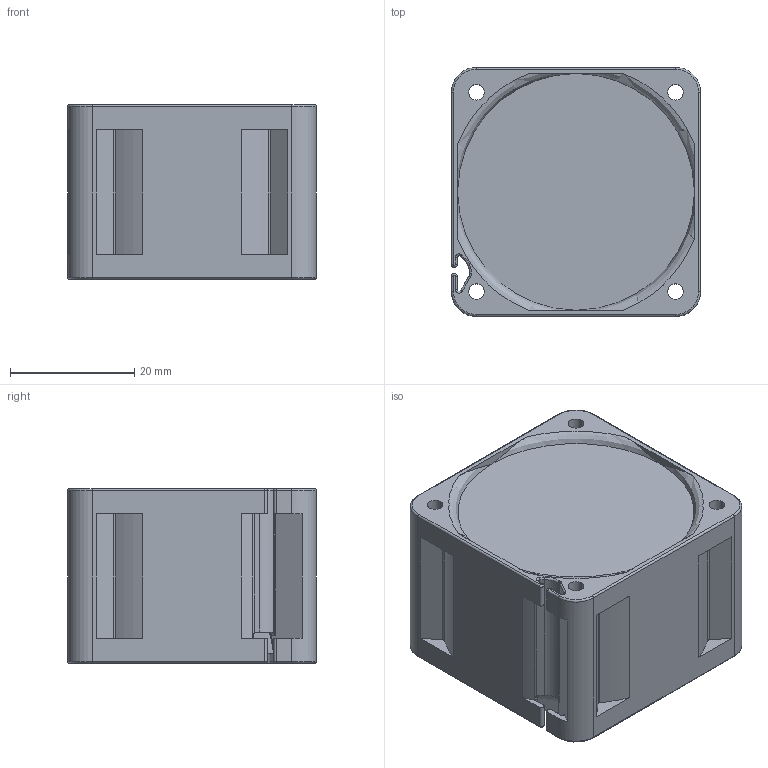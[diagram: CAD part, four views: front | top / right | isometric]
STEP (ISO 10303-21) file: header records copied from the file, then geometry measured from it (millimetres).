
FILE_DESCRIPTION((''),'2;1');
FILE_NAME('TFA0412BN-CN','2017-03-02T',('yiliang.gong'),(''),'CREO PARAMETRIC BY PTC INC, 2015080','CREO PARAMETRIC BY PTC INC, 2015080','');
FILE_SCHEMA(('CONFIG_CONTROL_DESIGN'));
Length unit declared in the file: millimetre
Products named in the file (1): TFA0412BN-CN
Bounding box: 40 x 40 x 28 mm (x, y, z)
Volume: 39162.2 mm3; surface area: 9398.5 mm2
Topology: 1 solids, 1 shells, 222 faces, 619 edges, 410 vertices
Faces by surface type: cylinder 86, plane 55, bspline 41, torus 30, cone 9, sphere 1
Entity records: 9334 total; most frequent: CARTESIAN_POINT 3849, ORIENTED_EDGE 1238, DIRECTION 1024, EDGE_CURVE 619, AXIS2_PLACEMENT_3D 415, VERTEX_POINT 410, EDGE_LOOP 241, CIRCLE 234
